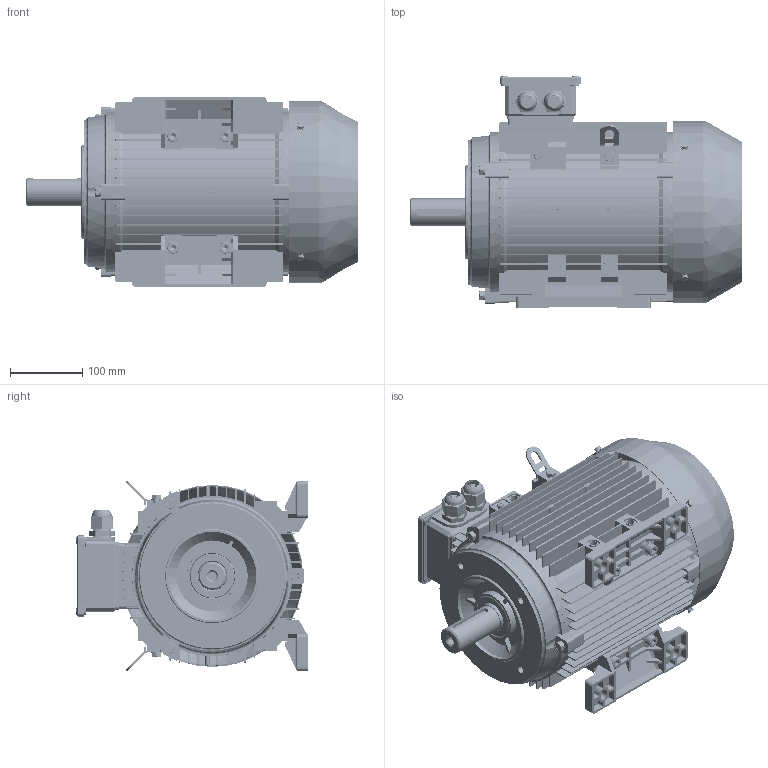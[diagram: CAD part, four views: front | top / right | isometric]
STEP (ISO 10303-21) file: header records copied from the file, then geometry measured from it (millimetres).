
FILE_DESCRIPTION (( 'STEP AP203' ), '1' );
FILE_NAME ('JL3-132S-B34B.step', '2018-12-14T08:57:17', ( '' ), ( '' ), 'SwSTEP 2.0', 'SolidWorks 2018', '' );
FILE_SCHEMA (( 'CONFIG_CONTROL_DESIGN' ));
Products named in the file (1): JL3-132S-B34B
Bounding box: 458 x 319.82 x 263.33 mm (x, y, z)
Volume: 3269923.7 mm3; surface area: 1636544.8 mm2
Topology: 59 solids, 59 shells, 5184 faces, 14326 edges, 9432 vertices
Faces by surface type: plane 2443, cylinder 2180, bspline 263, cone 254, torus 44
Entity records: 218608 total; most frequent: CARTESIAN_POINT 86911, ORIENTED_EDGE 28620, DIRECTION 26012, EDGE_CURVE 14310, VERTEX_POINT 9428, AXIS2_PLACEMENT_3D 8964, VECTOR 8084, LINE 8084
